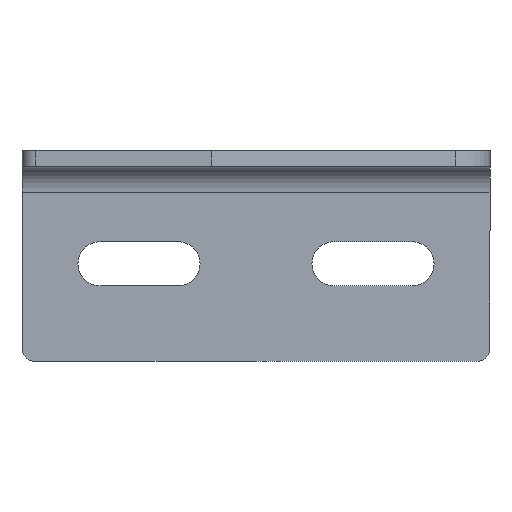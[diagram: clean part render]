
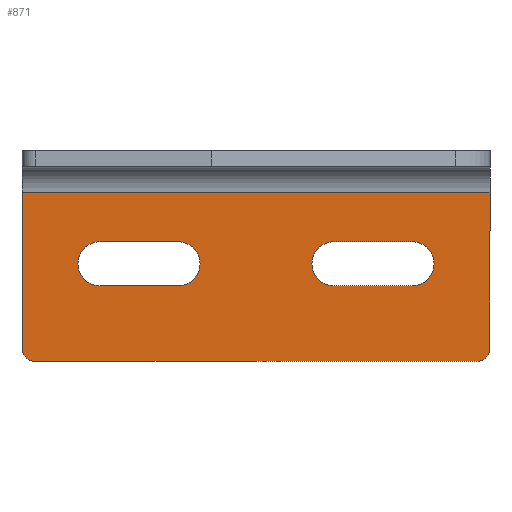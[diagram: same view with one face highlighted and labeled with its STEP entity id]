
A CAD part, left-side view. The second image highlights one B-rep face of the part: STEP entity #871.
In plain terms, the highlighted planar face has unit normal (-1, 0, 0).
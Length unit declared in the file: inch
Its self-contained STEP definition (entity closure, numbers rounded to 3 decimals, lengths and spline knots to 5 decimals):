
#35 = CARTESIAN_POINT ( 'NONE',  ( 1.1811, -0.94488, -0.40945 ) ) ;
#37 = VERTEX_POINT ( 'NONE', #1250 ) ;
#41 = CARTESIAN_POINT ( 'NONE',  ( 1.1811, -1.41732, -0.12598 ) ) ;
#43 = EDGE_CURVE ( 'NONE', #37, #291, #955, .T. ) ;
#45 = DIRECTION ( 'NONE',  ( -1., 0., 0. ) ) ;
#48 = DIRECTION ( 'NONE',  ( 0., 0., -1. ) ) ;
#49 = VERTEX_POINT ( 'NONE', #806 ) ;
#56 = CARTESIAN_POINT ( 'NONE',  ( 1.1811, -0.03937, -0.59843 ) ) ;
#58 = CARTESIAN_POINT ( 'NONE',  ( 1.1811, -1.1811, -0.40945 ) ) ;
#60 = AXIS2_PLACEMENT_3D ( 'NONE', #1273, #122, #1178 ) ;
#69 = FACE_BOUND ( 'NONE', #751, .T. ) ;
#86 = DIRECTION ( 'NONE',  ( 0., -1., 0. ) ) ;
#87 = EDGE_CURVE ( 'NONE', #1079, #37, #1224, .T. ) ;
#90 = ORIENTED_EDGE ( 'NONE', *, *, #961, .F. ) ;
#109 = LINE ( 'NONE', #564, #838 ) ;
#122 = DIRECTION ( 'NONE',  ( -1., 0., 0. ) ) ;
#149 = VECTOR ( 'NONE', #328, 39.37008 ) ;
#159 = CARTESIAN_POINT ( 'NONE',  ( 1.1811, 0., -0.12598 ) ) ;
#190 = VECTOR ( 'NONE', #691, 39.37008 ) ;
#193 = ORIENTED_EDGE ( 'NONE', *, *, #283, .F. ) ;
#195 = LINE ( 'NONE', #216, #149 ) ;
#196 = AXIS2_PLACEMENT_3D ( 'NONE', #56, #782, #675 ) ;
#216 = CARTESIAN_POINT ( 'NONE',  ( 1.1811, -1.41732, -0.40945 ) ) ;
#223 = EDGE_CURVE ( 'NONE', #379, #278, #515, .T. ) ;
#233 = ORIENTED_EDGE ( 'NONE', *, *, #660, .F. ) ;
#239 = EDGE_CURVE ( 'NONE', #591, #965, #357, .T. ) ;
#243 = CIRCLE ( 'NONE', #867, 0.06693 ) ;
#253 = VERTEX_POINT ( 'NONE', #159 ) ;
#257 = VERTEX_POINT ( 'NONE', #1318 ) ;
#258 = CARTESIAN_POINT ( 'NONE',  ( 1.1811, -1.41732, -0.6378 ) ) ;
#278 = VERTEX_POINT ( 'NONE', #876 ) ;
#283 = EDGE_CURVE ( 'NONE', #690, #257, #243, .T. ) ;
#290 = CARTESIAN_POINT ( 'NONE',  ( 1.1811, -0.03937, -0.6378 ) ) ;
#291 = VERTEX_POINT ( 'NONE', #985 ) ;
#295 = ORIENTED_EDGE ( 'NONE', *, *, #750, .F. ) ;
#305 = VECTOR ( 'NONE', #778, 39.37008 ) ;
#312 = EDGE_CURVE ( 'NONE', #253, #1304, #906, .T. ) ;
#328 = DIRECTION ( 'NONE',  ( 0., -1., 0. ) ) ;
#357 = CIRCLE ( 'NONE', #1231, 0.06693 ) ;
#360 = DIRECTION ( 'NONE',  ( 0., 0., 1. ) ) ;
#379 = VERTEX_POINT ( 'NONE', #290 ) ;
#395 = CIRCLE ( 'NONE', #927, 0.03937 ) ;
#396 = LINE ( 'NONE', #1044, #619 ) ;
#397 = CARTESIAN_POINT ( 'NONE',  ( 1.1811, -0.23622, -0.27559 ) ) ;
#430 = EDGE_CURVE ( 'NONE', #965, #690, #1104, .T. ) ;
#439 = CARTESIAN_POINT ( 'NONE',  ( 1.1811, -1.37795, -0.59843 ) ) ;
#474 = CIRCLE ( 'NONE', #1233, 0.06693 ) ;
#477 = CARTESIAN_POINT ( 'NONE',  ( 1.1811, 0., 0. ) ) ;
#504 = LINE ( 'NONE', #711, #1012 ) ;
#506 = EDGE_LOOP ( 'NONE', ( #295, #1102, #866, #536 ) ) ;
#510 = AXIS2_PLACEMENT_3D ( 'NONE', #258, #679, #48 ) ;
#515 = CIRCLE ( 'NONE', #196, 0.03937 ) ;
#521 = FACE_OUTER_BOUND ( 'NONE', #1011, .T. ) ;
#536 = ORIENTED_EDGE ( 'NONE', *, *, #87, .F. ) ;
#564 = CARTESIAN_POINT ( 'NONE',  ( 1.1811, -1.41732, -0.6378 ) ) ;
#569 = DIRECTION ( 'NONE',  ( -1., 0., 0. ) ) ;
#589 = DIRECTION ( 'NONE',  ( 0., 0., 1. ) ) ;
#591 = VERTEX_POINT ( 'NONE', #397 ) ;
#619 = VECTOR ( 'NONE', #1267, 39.37008 ) ;
#635 = DIRECTION ( 'NONE',  ( 1., 0., 0. ) ) ;
#660 = EDGE_CURVE ( 'NONE', #1304, #1029, #396, .T. ) ;
#671 = DIRECTION ( 'NONE',  ( 0., 0., 1. ) ) ;
#675 = DIRECTION ( 'NONE',  ( 0., 0., 1. ) ) ;
#679 = DIRECTION ( 'NONE',  ( 1., 0., 0. ) ) ;
#681 = DIRECTION ( 'NONE',  ( -1., 0., 0. ) ) ;
#690 = VERTEX_POINT ( 'NONE', #1255 ) ;
#691 = DIRECTION ( 'NONE',  ( 0., 0., -1. ) ) ;
#711 = CARTESIAN_POINT ( 'NONE',  ( 1.1811, -1.41732, -0.27559 ) ) ;
#712 = ORIENTED_EDGE ( 'NONE', *, *, #1248, .F. ) ;
#744 = LINE ( 'NONE', #477, #190 ) ;
#750 = EDGE_CURVE ( 'NONE', #834, #1079, #195, .T. ) ;
#751 = EDGE_LOOP ( 'NONE', ( #896, #1348, #712, #193 ) ) ;
#760 = DIRECTION ( 'NONE',  ( 0., 1., 0. ) ) ;
#778 = DIRECTION ( 'NONE',  ( 0., 1., 0. ) ) ;
#782 = DIRECTION ( 'NONE',  ( 1., 0., 0. ) ) ;
#806 = CARTESIAN_POINT ( 'NONE',  ( 1.1811, -1.37795, -0.6378 ) ) ;
#817 = DIRECTION ( 'NONE',  ( 0., 1., 0. ) ) ;
#823 = VECTOR ( 'NONE', #1119, 39.37008 ) ;
#826 = ORIENTED_EDGE ( 'NONE', *, *, #223, .F. ) ;
#834 = VERTEX_POINT ( 'NONE', #35 ) ;
#838 = VECTOR ( 'NONE', #760, 39.37008 ) ;
#839 = CARTESIAN_POINT ( 'NONE',  ( 1.1811, -1.41732, -0.59843 ) ) ;
#866 = ORIENTED_EDGE ( 'NONE', *, *, #43, .F. ) ;
#867 = AXIS2_PLACEMENT_3D ( 'NONE', #1094, #569, #671 ) ;
#871 = ADVANCED_FACE ( 'NONE', ( #521, #69, #1282 ), #1312, .F. ) ;
#876 = CARTESIAN_POINT ( 'NONE',  ( 1.1811, 0., -0.59843 ) ) ;
#896 = ORIENTED_EDGE ( 'NONE', *, *, #430, .F. ) ;
#906 = LINE ( 'NONE', #41, #823 ) ;
#927 = AXIS2_PLACEMENT_3D ( 'NONE', #439, #635, #1049 ) ;
#955 = LINE ( 'NONE', #979, #305 ) ;
#961 = EDGE_CURVE ( 'NONE', #1029, #49, #395, .T. ) ;
#964 = ORIENTED_EDGE ( 'NONE', *, *, #1310, .T. ) ;
#965 = VERTEX_POINT ( 'NONE', #1054 ) ;
#970 = CARTESIAN_POINT ( 'NONE',  ( 1.1811, -0.23622, -0.34252 ) ) ;
#979 = CARTESIAN_POINT ( 'NONE',  ( 1.1811, -1.41732, -0.27559 ) ) ;
#985 = CARTESIAN_POINT ( 'NONE',  ( 1.1811, -0.94488, -0.27559 ) ) ;
#1011 = EDGE_LOOP ( 'NONE', ( #826, #1218, #90, #233, #1151, #964 ) ) ;
#1012 = VECTOR ( 'NONE', #817, 39.37008 ) ;
#1029 = VERTEX_POINT ( 'NONE', #839 ) ;
#1044 = CARTESIAN_POINT ( 'NONE',  ( 1.1811, -1.41732, 0. ) ) ;
#1048 = CARTESIAN_POINT ( 'NONE',  ( 1.1811, -1.41732, -0.12598 ) ) ;
#1049 = DIRECTION ( 'NONE',  ( 0., 0., -1. ) ) ;
#1054 = CARTESIAN_POINT ( 'NONE',  ( 1.1811, -0.23622, -0.40945 ) ) ;
#1079 = VERTEX_POINT ( 'NONE', #58 ) ;
#1094 = CARTESIAN_POINT ( 'NONE',  ( 1.1811, -0.47244, -0.34252 ) ) ;
#1102 = ORIENTED_EDGE ( 'NONE', *, *, #1234, .F. ) ;
#1104 = LINE ( 'NONE', #1322, #1228 ) ;
#1119 = DIRECTION ( 'NONE',  ( 0., -1., 0. ) ) ;
#1136 = CARTESIAN_POINT ( 'NONE',  ( 1.1811, -0.94488, -0.34252 ) ) ;
#1151 = ORIENTED_EDGE ( 'NONE', *, *, #312, .F. ) ;
#1178 = DIRECTION ( 'NONE',  ( 0., 0., 1. ) ) ;
#1183 = EDGE_CURVE ( 'NONE', #49, #379, #109, .T. ) ;
#1218 = ORIENTED_EDGE ( 'NONE', *, *, #1183, .F. ) ;
#1224 = CIRCLE ( 'NONE', #60, 0.06693 ) ;
#1228 = VECTOR ( 'NONE', #86, 39.37008 ) ;
#1231 = AXIS2_PLACEMENT_3D ( 'NONE', #970, #45, #360 ) ;
#1233 = AXIS2_PLACEMENT_3D ( 'NONE', #1136, #681, #589 ) ;
#1234 = EDGE_CURVE ( 'NONE', #291, #834, #474, .T. ) ;
#1248 = EDGE_CURVE ( 'NONE', #257, #591, #504, .T. ) ;
#1250 = CARTESIAN_POINT ( 'NONE',  ( 1.1811, -1.1811, -0.27559 ) ) ;
#1255 = CARTESIAN_POINT ( 'NONE',  ( 1.1811, -0.47244, -0.40945 ) ) ;
#1267 = DIRECTION ( 'NONE',  ( 0., 0., -1. ) ) ;
#1273 = CARTESIAN_POINT ( 'NONE',  ( 1.1811, -1.1811, -0.34252 ) ) ;
#1282 = FACE_BOUND ( 'NONE', #506, .T. ) ;
#1304 = VERTEX_POINT ( 'NONE', #1048 ) ;
#1310 = EDGE_CURVE ( 'NONE', #253, #278, #744, .T. ) ;
#1312 = PLANE ( 'NONE',  #510 ) ;
#1318 = CARTESIAN_POINT ( 'NONE',  ( 1.1811, -0.47244, -0.27559 ) ) ;
#1322 = CARTESIAN_POINT ( 'NONE',  ( 1.1811, -1.41732, -0.40945 ) ) ;
#1348 = ORIENTED_EDGE ( 'NONE', *, *, #239, .F. ) ;
